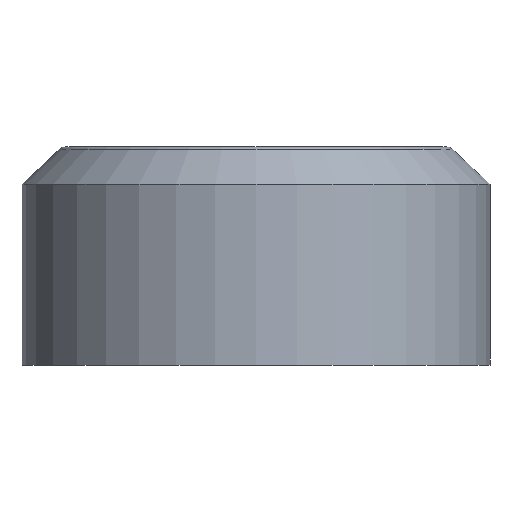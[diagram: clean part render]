
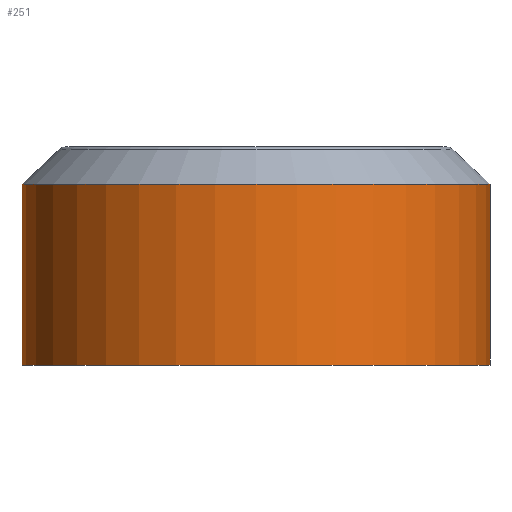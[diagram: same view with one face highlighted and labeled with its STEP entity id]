
A CAD part, front view. The second image highlights one B-rep face of the part: STEP entity #251.
In plain terms, the highlighted cylindrical face has radius 44 mm (diameter 88 mm), a full revolution.
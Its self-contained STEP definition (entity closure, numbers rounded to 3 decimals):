
#55=CYLINDRICAL_SURFACE('',#286,44.);
#73=ORIENTED_EDGE('',*,*,#131,.F.);
#74=ORIENTED_EDGE('',*,*,#134,.T.);
#131=EDGE_CURVE('',#162,#162,#185,.T.);
#134=EDGE_CURVE('',#165,#165,#188,.T.);
#162=VERTEX_POINT('',#397);
#165=VERTEX_POINT('',#405);
#185=CIRCLE('',#280,44.);
#188=CIRCLE('',#285,44.);
#204=EDGE_LOOP('',(#73));
#205=EDGE_LOOP('',(#74));
#228=FACE_BOUND('',#204,.T.);
#229=FACE_BOUND('',#205,.T.);
#251=ADVANCED_FACE('',(#228,#229),#55,.T.);
#280=AXIS2_PLACEMENT_3D('',#396,#316,#317);
#285=AXIS2_PLACEMENT_3D('',#404,#326,#327);
#286=AXIS2_PLACEMENT_3D('',#406,#328,#329);
#316=DIRECTION('',(0.,0.,1.));
#317=DIRECTION('',(1.,0.,0.));
#326=DIRECTION('',(0.,0.,1.));
#327=DIRECTION('',(1.,0.,0.));
#328=DIRECTION('',(0.,0.,1.));
#329=DIRECTION('',(1.,0.,0.));
#396=CARTESIAN_POINT('',(0.,0.,34.));
#397=CARTESIAN_POINT('',(44.,0.,34.));
#404=CARTESIAN_POINT('',(0.,0.,0.));
#405=CARTESIAN_POINT('',(44.,0.,0.));
#406=CARTESIAN_POINT('',(0.,0.,0.));
